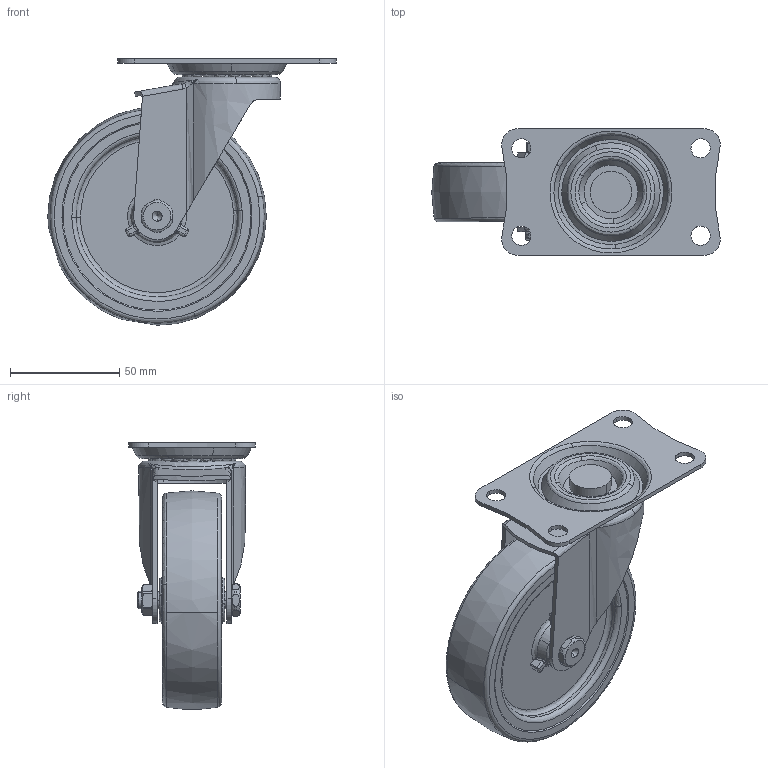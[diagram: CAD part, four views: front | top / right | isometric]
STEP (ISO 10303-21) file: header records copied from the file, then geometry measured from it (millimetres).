
FILE_DESCRIPTION((''),'2;1');
FILE_NAME('','2005-12-16T10:47:01',(''),(''),'','CADfix','');
FILE_SCHEMA(('AUTOMOTIVE_DESIGN'));
Length unit declared in the file: millimetre
Products named in the file (6): wheel; mounting plate; main shaft; body; axle; 320E_UR100_6692_36
Assembly tree (5 placements, depth 2):
  320E_UR100_6692_36
    wheel
    mounting plate
    main shaft
    body
    axle
Bounding box: 131.98 x 58 x 121.89 mm (x, y, z)
Volume: 200221.7 mm3; surface area: 62174.8 mm2
Topology: 5 solids, 5 shells, 369 faces, 1072 edges, 733 vertices
Faces by surface type: bspline 369
Entity records: 20419 total; most frequent: CARTESIAN_POINT 14584, ORIENTED_EDGE 2110, EDGE_CURVE 1055, VERTEX_POINT 733, EDGE_LOOP 424, FACE_OUTER_BOUND 369, ADVANCED_FACE 369, QUASI_UNIFORM_CURVE 252
